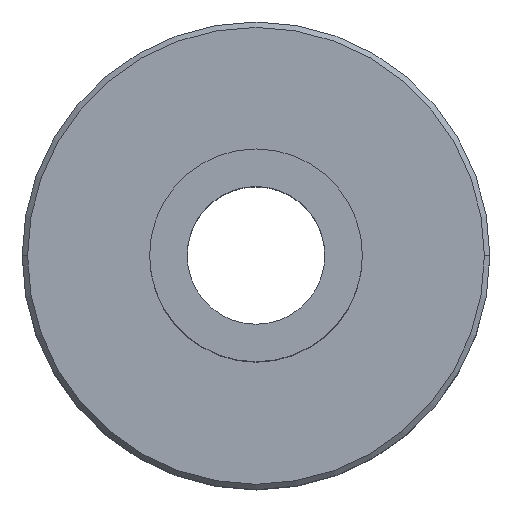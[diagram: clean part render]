
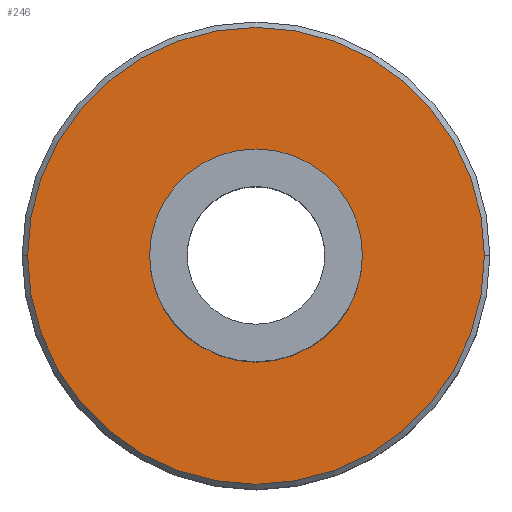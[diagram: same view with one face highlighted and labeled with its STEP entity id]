
A CAD part, top view. The second image highlights one B-rep face of the part: STEP entity #246.
In plain terms, the highlighted planar face has unit normal (0, 0, 1).
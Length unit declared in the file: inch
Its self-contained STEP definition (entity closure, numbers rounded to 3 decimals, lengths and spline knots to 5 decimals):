
#35 = AXIS2_PLACEMENT_3D ( 'NONE', #261, #643, #322 ) ;
#39 = CIRCLE ( 'NONE', #704, 0.423 ) ;
#70 = ORIENTED_EDGE ( 'NONE', *, *, #213, .T. ) ;
#88 = CARTESIAN_POINT ( 'NONE',  ( -1.22825, 0.94415, -0.28902 ) ) ;
#99 = CARTESIAN_POINT ( 'NONE',  ( -0.80525, 0.94415, -0.28902 ) ) ;
#104 = CIRCLE ( 'NONE', #707, 0.197 ) ;
#130 = ORIENTED_EDGE ( 'NONE', *, *, #622, .T. ) ;
#140 = PLANE ( 'NONE',  #259 ) ;
#153 = EDGE_LOOP ( 'NONE', ( #571, #70 ) ) ;
#157 = DIRECTION ( 'NONE',  ( 0., 0., -1. ) ) ;
#159 = CIRCLE ( 'NONE', #687, 0.423 ) ;
#175 = CARTESIAN_POINT ( 'NONE',  ( -0.80525, 0.94415, -0.28902 ) ) ;
#198 = EDGE_CURVE ( 'NONE', #448, #618, #159, .T. ) ;
#213 = EDGE_CURVE ( 'NONE', #303, #279, #104, .T. ) ;
#230 = DIRECTION ( 'NONE',  ( 1., 0., 0. ) ) ;
#246 = ADVANCED_FACE ( 'NONE', ( #498, #308 ), #140, .T. ) ;
#259 = AXIS2_PLACEMENT_3D ( 'NONE', #629, #360, #690 ) ;
#261 = CARTESIAN_POINT ( 'NONE',  ( -0.80525, 0.94415, -0.28902 ) ) ;
#271 = DIRECTION ( 'NONE',  ( 1., 0., 0. ) ) ;
#279 = VERTEX_POINT ( 'NONE', #467 ) ;
#303 = VERTEX_POINT ( 'NONE', #313 ) ;
#308 = FACE_BOUND ( 'NONE', #153, .T. ) ;
#313 = CARTESIAN_POINT ( 'NONE',  ( -0.60825, 0.94415, -0.28902 ) ) ;
#322 = DIRECTION ( 'NONE',  ( -1., 0., 0. ) ) ;
#342 = CARTESIAN_POINT ( 'NONE',  ( -0.38225, 0.94415, -0.28902 ) ) ;
#345 = EDGE_CURVE ( 'NONE', #279, #303, #496, .T. ) ;
#360 = DIRECTION ( 'NONE',  ( 0., 0., 1. ) ) ;
#434 = DIRECTION ( 'NONE',  ( -1., 0., 0. ) ) ;
#448 = VERTEX_POINT ( 'NONE', #88 ) ;
#467 = CARTESIAN_POINT ( 'NONE',  ( -1.00225, 0.94415, -0.28902 ) ) ;
#486 = EDGE_LOOP ( 'NONE', ( #550, #130 ) ) ;
#489 = CARTESIAN_POINT ( 'NONE',  ( -0.80525, 0.94415, -0.28902 ) ) ;
#496 = CIRCLE ( 'NONE', #35, 0.197 ) ;
#498 = FACE_OUTER_BOUND ( 'NONE', #486, .T. ) ;
#550 = ORIENTED_EDGE ( 'NONE', *, *, #198, .T. ) ;
#571 = ORIENTED_EDGE ( 'NONE', *, *, #345, .T. ) ;
#574 = DIRECTION ( 'NONE',  ( 0., 0., 1. ) ) ;
#618 = VERTEX_POINT ( 'NONE', #342 ) ;
#622 = EDGE_CURVE ( 'NONE', #618, #448, #39, .T. ) ;
#629 = CARTESIAN_POINT ( 'NONE',  ( -1.23825, 0.94415, -0.28902 ) ) ;
#643 = DIRECTION ( 'NONE',  ( 0., 0., -1. ) ) ;
#650 = DIRECTION ( 'NONE',  ( 0., 0., 1. ) ) ;
#687 = AXIS2_PLACEMENT_3D ( 'NONE', #489, #650, #271 ) ;
#690 = DIRECTION ( 'NONE',  ( 1., 0., 0. ) ) ;
#704 = AXIS2_PLACEMENT_3D ( 'NONE', #175, #574, #230 ) ;
#707 = AXIS2_PLACEMENT_3D ( 'NONE', #99, #157, #434 ) ;
